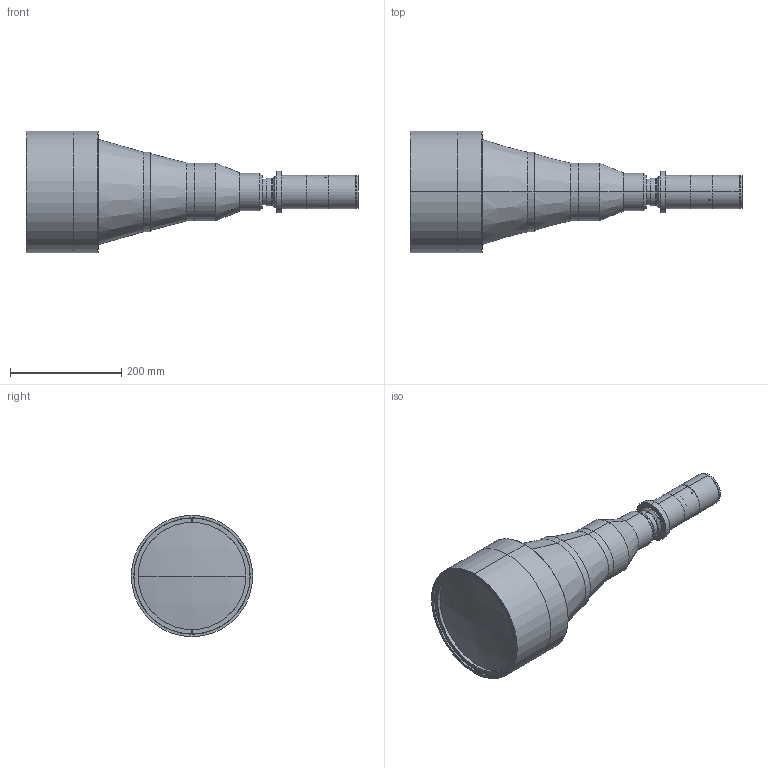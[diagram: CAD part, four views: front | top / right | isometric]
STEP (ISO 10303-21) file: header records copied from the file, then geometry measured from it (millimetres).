
FILE_DESCRIPTION (( 'STEP AP203' ), '1' );
FILE_NAME ('S5LPJ3025_M58_03.STEP', '2022-03-02T07:18:54', ( '' ), ( '' ), 'SwSTEP 2.0', 'SolidWorks 2021', '' );
FILE_SCHEMA (( 'CONFIG_CONTROL_DESIGN' ));
Length unit declared in the file: millimetre
Products named in the file (17): 271713; 271718; S5MEC0010; 271714; 097108; S5LAO0330; 306412; 271721; S5LMN0330; 271717; 334702; 116913; 116903; S5LDX3028; _DIN 913 - M3 x 4-N; 116905; S5LPJ3025_M58_03
Assembly tree (18 placements, depth 3):
  S5LPJ3025_M58_03
    S5LAO0330
      S5LMN0330
    S5LDX3028
    S5MEC0010
    097108
    116903
    116905
    116913
    271713
    271714
    271717
    271718
    271721
    306412
    334702
    _DIN 913 - M3 x 4-N  x3
Bounding box: 596.06 x 218 x 218 mm (x, y, z)
Volume: 2838947.5 mm3; surface area: 679304.9 mm2
Topology: 17 solids, 17 shells, 558 faces, 1186 edges, 695 vertices
Faces by surface type: cylinder 222, cone 138, plane 110, torus 80, sphere 8
Entity records: 16267 total; most frequent: DIRECTION 2860, CARTESIAN_POINT 2579, ORIENTED_EDGE 2192, AXIS2_PLACEMENT_3D 1232, EDGE_CURVE 1096, CIRCLE 682, VERTEX_POINT 655, EDGE_LOOP 615
